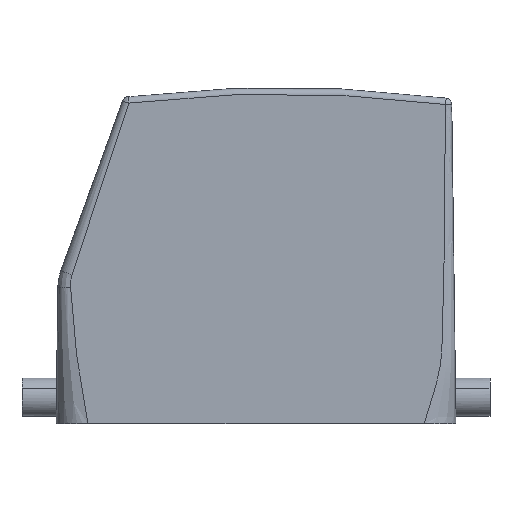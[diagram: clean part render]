
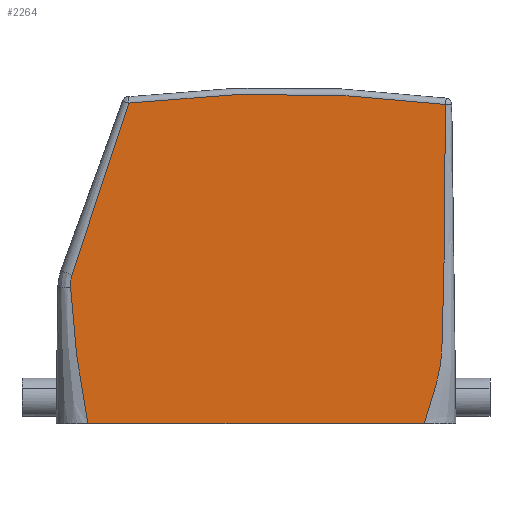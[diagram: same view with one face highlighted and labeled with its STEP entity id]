
A CAD part, left-side view. The second image highlights one B-rep face of the part: STEP entity #2264.
In plain terms, the highlighted planar face has unit normal (-1, 0, 0).
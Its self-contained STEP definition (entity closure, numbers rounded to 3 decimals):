
#2204=AXIS2_PLACEMENT_3D('Plane Axis2P3D',#2201,#2202,#2203) ;
#2253=AXIS2_PLACEMENT_3D('Circle Axis2P3D',#2251,#2252,$) ;
#776=CARTESIAN_POINT('Vertex',(0.,15.471,0.)) ;
#781=CARTESIAN_POINT('Line Origine',(0.,54.994,0.)) ;
#785=CARTESIAN_POINT('Vertex',(0.,94.516,0.)) ;
#2121=CARTESIAN_POINT('Vertex',(0.,10.494,75.006)) ;
#2125=CARTESIAN_POINT('Control Point',(0.,10.494,75.006)) ;
#2126=CARTESIAN_POINT('Control Point',(0.,10.466,67.631)) ;
#2127=CARTESIAN_POINT('Control Point',(0.,10.475,60.256)) ;
#2128=CARTESIAN_POINT('Control Point',(0.,10.557,52.881)) ;
#2129=CARTESIAN_POINT('Control Point',(0.,10.687,43.368)) ;
#2130=CARTESIAN_POINT('Control Point',(0.,10.867,33.855)) ;
#2131=CARTESIAN_POINT('Control Point',(0.,10.91,31.717)) ;
#2132=CARTESIAN_POINT('Control Point',(0.,10.979,28.51)) ;
#2133=CARTESIAN_POINT('Control Point',(0.,11.059,25.303)) ;
#2134=CARTESIAN_POINT('Control Point',(0.,11.087,24.234)) ;
#2135=CARTESIAN_POINT('Control Point',(0.,11.131,22.631)) ;
#2136=CARTESIAN_POINT('Control Point',(0.,11.18,21.027)) ;
#2137=CARTESIAN_POINT('Control Point',(0.,11.197,20.493)) ;
#2138=CARTESIAN_POINT('Control Point',(0.,11.222,19.699)) ;
#2139=CARTESIAN_POINT('Control Point',(0.,11.249,18.906)) ;
#2140=CARTESIAN_POINT('Control Point',(0.,11.259,18.606)) ;
#2141=CARTESIAN_POINT('Control Point',(0.,11.278,18.08)) ;
#2142=CARTESIAN_POINT('Control Point',(0.,11.301,17.553)) ;
#2143=CARTESIAN_POINT('Control Point',(0.,11.314,17.286)) ;
#2144=CARTESIAN_POINT('Control Point',(0.,11.381,16.066)) ;
#2145=CARTESIAN_POINT('Control Point',(0.,11.49,14.847)) ;
#2146=CARTESIAN_POINT('Control Point',(0.,11.613,13.898)) ;
#2147=CARTESIAN_POINT('Control Point',(0.,11.991,11.657)) ;
#2148=CARTESIAN_POINT('Control Point',(0.,12.553,9.441)) ;
#2149=CARTESIAN_POINT('Control Point',(0.,12.928,8.165)) ;
#2150=CARTESIAN_POINT('Control Point',(0.,13.588,6.061)) ;
#2151=CARTESIAN_POINT('Control Point',(0.,14.263,3.96)) ;
#2152=CARTESIAN_POINT('Control Point',(0.,14.529,3.123)) ;
#2153=CARTESIAN_POINT('Control Point',(0.,14.877,2.001)) ;
#2154=CARTESIAN_POINT('Control Point',(0.,15.213,0.877)) ;
#2155=CARTESIAN_POINT('Control Point',(0.,15.299,0.588)) ;
#2156=CARTESIAN_POINT('Control Point',(0.,15.385,0.295)) ;
#2157=CARTESIAN_POINT('Control Point',(0.,15.471,0.)) ;
#2201=CARTESIAN_POINT('Axis2P3D Location',(0.,-9.985,-37.458)) ;
#2207=CARTESIAN_POINT('Control Point',(0.,84.911,75.332)) ;
#2208=CARTESIAN_POINT('Control Point',(0.,85.466,73.719)) ;
#2209=CARTESIAN_POINT('Control Point',(0.,86.02,72.105)) ;
#2210=CARTESIAN_POINT('Control Point',(0.,86.572,70.491)) ;
#2211=CARTESIAN_POINT('Control Point',(0.,88.766,64.042)) ;
#2212=CARTESIAN_POINT('Control Point',(0.,90.92,57.587)) ;
#2213=CARTESIAN_POINT('Control Point',(0.,92.509,52.75)) ;
#2214=CARTESIAN_POINT('Control Point',(0.,94.618,46.293)) ;
#2215=CARTESIAN_POINT('Control Point',(0.,96.691,39.827)) ;
#2216=CARTESIAN_POINT('Control Point',(0.,97.201,38.227)) ;
#2217=CARTESIAN_POINT('Control Point',(0.,97.714,36.608)) ;
#2218=CARTESIAN_POINT('Control Point',(0.,98.221,34.987)) ;
#2219=CARTESIAN_POINT('Vertex',(0.,98.221,34.987)) ;
#2221=CARTESIAN_POINT('Vertex',(0.,84.911,75.332)) ;
#2225=CARTESIAN_POINT('Control Point',(0.,98.221,34.987)) ;
#2226=CARTESIAN_POINT('Control Point',(0.,98.396,34.399)) ;
#2227=CARTESIAN_POINT('Control Point',(0.,98.523,33.795)) ;
#2228=CARTESIAN_POINT('Control Point',(0.,98.596,33.183)) ;
#2229=CARTESIAN_POINT('Control Point',(0.,98.616,32.568)) ;
#2230=CARTESIAN_POINT('Control Point',(0.,98.581,31.961)) ;
#2231=CARTESIAN_POINT('Vertex',(0.,98.581,31.961)) ;
#2235=CARTESIAN_POINT('Control Point',(0.,98.581,31.961)) ;
#2236=CARTESIAN_POINT('Control Point',(0.,98.475,29.229)) ;
#2237=CARTESIAN_POINT('Control Point',(0.,98.351,26.497)) ;
#2238=CARTESIAN_POINT('Control Point',(0.,98.138,23.758)) ;
#2239=CARTESIAN_POINT('Control Point',(0.,97.598,18.817)) ;
#2240=CARTESIAN_POINT('Control Point',(0.,96.848,13.895)) ;
#2241=CARTESIAN_POINT('Control Point',(0.,96.481,11.691)) ;
#2242=CARTESIAN_POINT('Control Point',(0.,95.886,8.212)) ;
#2243=CARTESIAN_POINT('Control Point',(0.,95.294,4.732)) ;
#2244=CARTESIAN_POINT('Control Point',(0.,95.079,3.454)) ;
#2245=CARTESIAN_POINT('Control Point',(0.,94.839,1.996)) ;
#2246=CARTESIAN_POINT('Control Point',(0.,94.603,0.538)) ;
#2247=CARTESIAN_POINT('Control Point',(0.,94.574,0.359)) ;
#2248=CARTESIAN_POINT('Control Point',(0.,94.545,0.179)) ;
#2249=CARTESIAN_POINT('Control Point',(0.,94.516,0.)) ;
#2251=CARTESIAN_POINT('Axis2P3D Location',(0.,49.,-221.)) ;
#782=DIRECTION('Vector Direction',(0.,-1.,0.)) ;
#2202=DIRECTION('Axis2P3D Direction',(-1.,0.,0.)) ;
#2203=DIRECTION('Axis2P3D XDirection',(0.,-0.317,0.949)) ;
#2252=DIRECTION('Axis2P3D Direction',(-1.,0.,0.)) ;
#783=VECTOR('Line Direction',#782,1.) ;
#2257=ORIENTED_EDGE('',*,*,#2223,.F.) ;
#2258=ORIENTED_EDGE('',*,*,#2233,.F.) ;
#2259=ORIENTED_EDGE('',*,*,#2250,.F.) ;
#2260=ORIENTED_EDGE('',*,*,#787,.T.) ;
#2261=ORIENTED_EDGE('',*,*,#2158,.T.) ;
#2262=ORIENTED_EDGE('',*,*,#2255,.T.) ;
#2264=ADVANCED_FACE('Hood',(#2263),#2205,.T.) ;
#2124=B_SPLINE_CURVE_WITH_KNOTS('',5,(#2125,#2126,#2127,#2128,#2129,#2130,#2131,#2132,#2133,#2134,#2135,#2136,#2137,#2138,#2139,#2140,#2141,#2142,#2143,#2144,#2145,#2146,#2147,#2148,#2149,#2150,#2151,#2152,#2153,#2154,#2155,#2156,#2157),.UNSPECIFIED.,.F.,.U.,(6,3,3,3,3,3,3,3,3,3,6),(39.586,76.466,87.156,92.503,95.176,96.472,97.808,102.578,109.105,113.424,114.887),.UNSPECIFIED.) ;
#2206=B_SPLINE_CURVE_WITH_KNOTS('',5,(#2207,#2208,#2209,#2210,#2211,#2212,#2213,#2214,#2215,#2216,#2217,#2218),.UNSPECIFIED.,.F.,.U.,(6,3,3,6),(0.,12.039,48.083,60.111),.UNSPECIFIED.) ;
#2224=B_SPLINE_CURVE_WITH_KNOTS('',5,(#2225,#2226,#2227,#2228,#2229,#2230),.UNSPECIFIED.,.F.,.U.,(6,6),(0.,4.338),.UNSPECIFIED.) ;
#2234=B_SPLINE_CURVE_WITH_KNOTS('',5,(#2235,#2236,#2237,#2238,#2239,#2240,#2241,#2242,#2243,#2244,#2245,#2246,#2247,#2248,#2249),.UNSPECIFIED.,.F.,.U.,(6,3,3,3,6),(0.,19.409,35.181,44.323,45.605),.UNSPECIFIED.) ;
#2254=CIRCLE('generated circle',#2253,298.5) ;
#787=EDGE_CURVE('',#786,#777,#784,.T.) ;
#2158=EDGE_CURVE('',#777,#2122,#2124,.F.) ;
#2223=EDGE_CURVE('',#2220,#2222,#2206,.F.) ;
#2233=EDGE_CURVE('',#2232,#2220,#2224,.F.) ;
#2250=EDGE_CURVE('',#786,#2232,#2234,.F.) ;
#2255=EDGE_CURVE('',#2122,#2222,#2254,.T.) ;
#2256=EDGE_LOOP('',(#2257,#2258,#2259,#2260,#2261,#2262)) ;
#2263=FACE_OUTER_BOUND('',#2256,.T.) ;
#784=LINE('Line',#781,#783) ;
#2205=PLANE('',#2204) ;
#777=VERTEX_POINT('',#776) ;
#786=VERTEX_POINT('',#785) ;
#2122=VERTEX_POINT('',#2121) ;
#2220=VERTEX_POINT('',#2219) ;
#2222=VERTEX_POINT('',#2221) ;
#2232=VERTEX_POINT('',#2231) ;
